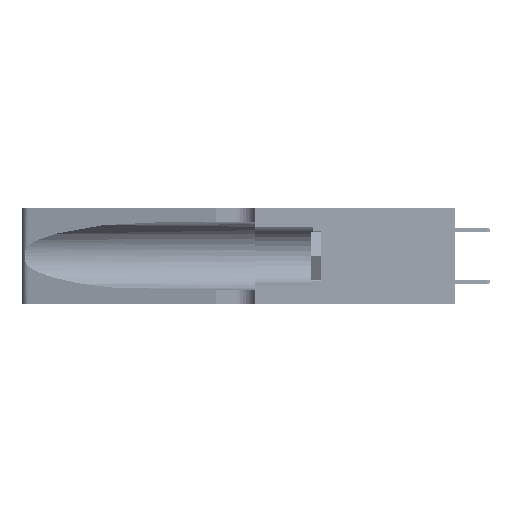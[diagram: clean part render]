
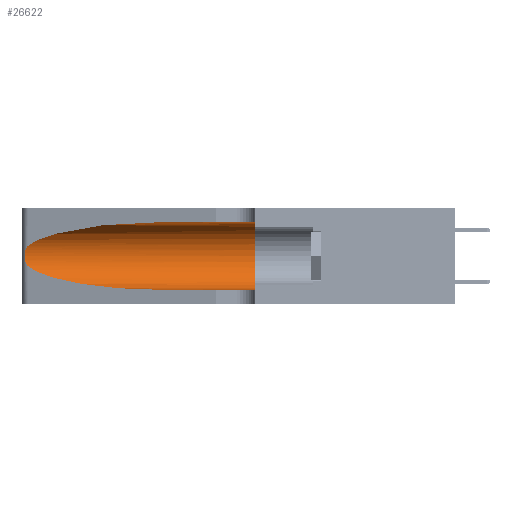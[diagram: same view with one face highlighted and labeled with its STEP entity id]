
A CAD part, left-side view. The second image highlights one B-rep face of the part: STEP entity #26622.
In plain terms, the highlighted cylindrical face has radius 3.308 mm (diameter 6.617 mm), a partial arc.
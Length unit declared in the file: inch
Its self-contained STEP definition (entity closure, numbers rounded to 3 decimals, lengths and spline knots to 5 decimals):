
#1720 = CARTESIAN_POINT ( 'NONE',  ( 0.2373, 1.15595, 0.08982 ) ) ;
#2340 = VERTEX_POINT ( 'NONE', #40154 ) ;
#2382 = VERTEX_POINT ( 'NONE', #17351 ) ;
#3190 = CARTESIAN_POINT ( 'NONE',  ( 0.1305, 1.61858, 0.05475 ) ) ;
#3724 = AXIS2_PLACEMENT_3D ( 'NONE', #53321, #14626, #27504 ) ;
#3922 = CARTESIAN_POINT ( 'NONE',  ( 0.25854, 1.2359, 0.20912 ) ) ;
#5031 = CARTESIAN_POINT ( 'NONE',  ( 0.1305, 0.72297, 0.31525 ) ) ;
#5547 = CARTESIAN_POINT ( 'NONE',  ( 0.25856, 1.23593, 0.16098 ) ) ;
#5548 = CARTESIAN_POINT ( 'NONE',  ( 0.1305, 0.72297, 0.05475 ) ) ;
#6977 = ORIENTED_EDGE ( 'NONE', *, *, #40936, .T. ) ;
#8656 = CARTESIAN_POINT ( 'NONE',  ( 0.1305, 0.35, 0.05475 ) ) ;
#9301 = CARTESIAN_POINT ( 'NONE',  ( 0.25487, 1.22718, 0.14631 ) ) ;
#10485 = CARTESIAN_POINT ( 'NONE',  ( 0.25487, 1.22718, 0.14631 ) ) ;
#11492 = EDGE_CURVE ( 'NONE', #2382, #30316, #49715, .T. ) ;
#12021 = CARTESIAN_POINT ( 'NONE',  ( 0.1305, 1.61858, 0.31525 ) ) ;
#12099 = VECTOR ( 'NONE', #41632, 39.37008 ) ;
#12508 = LINE ( 'NONE', #3190, #12099 ) ;
#14626 = DIRECTION ( 'NONE',  ( 0., 1., 0. ) ) ;
#14757 = CYLINDRICAL_SURFACE ( 'NONE', #47530, 0.13025 ) ;
#15670 = CARTESIAN_POINT ( 'NONE',  ( 0.25487, 1.22718, 0.22369 ) ) ;
#17351 = CARTESIAN_POINT ( 'NONE',  ( 0.25487, 1.22718, 0.22369 ) ) ;
#17918 = CARTESIAN_POINT ( 'NONE',  ( 0.26075, 1.23896, 0.178 ) ) ;
#20325 = CARTESIAN_POINT ( 'NONE',  ( 0.2373, 1.15595, 0.28018 ) ) ;
#21150 = VERTEX_POINT ( 'NONE', #42861 ) ;
#21859 = EDGE_LOOP ( 'NONE', ( #32514, #29050, #36043, #6977, #41339, #50296 ) ) ;
#23896 = CARTESIAN_POINT ( 'NONE',  ( 0.1305, 0.72297, 0.31525 ) ) ;
#24758 = CARTESIAN_POINT ( 'NONE',  ( 0.25639, 1.23184, 0.21858 ) ) ;
#26391 = CARTESIAN_POINT ( 'NONE',  ( 0.25555, 1.22993, 0.14849 ) ) ;
#26622 = ADVANCED_FACE ( 'NONE', ( #27637 ), #14757, .F. ) ;
#27504 = DIRECTION ( 'NONE',  ( 0., 0., 1. ) ) ;
#27637 = FACE_OUTER_BOUND ( 'NONE', #21859, .T. ) ;
#28628 = VECTOR ( 'NONE', #45520, 39.37008 ) ;
#29050 = ORIENTED_EDGE ( 'NONE', *, *, #11492, .T. ) ;
#29980 = CARTESIAN_POINT ( 'NONE',  ( 0.26075, 1.23896, 0.19203 ) ) ;
#30010 = EDGE_CURVE ( 'NONE', #30316, #21150, #53349, .T. ) ;
#30316 = VERTEX_POINT ( 'NONE', #9301 ) ;
#32514 = ORIENTED_EDGE ( 'NONE', *, *, #43829, .T. ) ;
#33017 = CARTESIAN_POINT ( 'NONE',  ( 0.25487, 1.22718, 0.22369 ) ) ;
#33835 = CARTESIAN_POINT ( 'NONE',  ( 0.25639, 1.23186, 0.15144 ) ) ;
#34096 = CARTESIAN_POINT ( 'NONE',  ( 0.25789, 1.23486, 0.15765 ) ) ;
#34650 = CARTESIAN_POINT ( 'NONE',  ( 0.25487, 1.22718, 0.14631 ) ) ;
#36043 = ORIENTED_EDGE ( 'NONE', *, *, #30010, .T. ) ;
#36425 = DIRECTION ( 'NONE',  ( 0., 0., -1. ) ) ;
#36805 = CARTESIAN_POINT ( 'NONE',  ( 0.18966, 0.96281, 0.31525 ) ) ;
#38601 =( BOUNDED_CURVE ( )  B_SPLINE_CURVE ( 3, ( #23896, #36805, #20325, #15670 ),
 .UNSPECIFIED., .F., .T. ) 
 B_SPLINE_CURVE_WITH_KNOTS ( ( 4, 4 ),
 ( 1.5708, 2.84003 ),
 .UNSPECIFIED. ) 
 CURVE ( )  GEOMETRIC_REPRESENTATION_ITEM ( )  RATIONAL_B_SPLINE_CURVE ( ( 1., 0.87, 0.87, 1. ) ) 
 REPRESENTATION_ITEM ( '' )  );
#39180 = EDGE_CURVE ( 'NONE', #52618, #2340, #49623, .T. ) ;
#40154 = CARTESIAN_POINT ( 'NONE',  ( 0.1305, 0.35, 0.31525 ) ) ;
#40936 = EDGE_CURVE ( 'NONE', #21150, #44909, #12508, .T. ) ;
#41339 = ORIENTED_EDGE ( 'NONE', *, *, #52747, .F. ) ;
#41546 = CARTESIAN_POINT ( 'NONE',  ( 0.25787, 1.23484, 0.2124 ) ) ;
#41632 = DIRECTION ( 'NONE',  ( 0., -1., 0. ) ) ;
#42300 = CIRCLE ( 'NONE', #3724, 0.13025 ) ;
#42861 = CARTESIAN_POINT ( 'NONE',  ( 0.1305, 0.72297, 0.05475 ) ) ;
#43829 = EDGE_CURVE ( 'NONE', #52618, #2382, #38601, .T. ) ;
#44909 = VERTEX_POINT ( 'NONE', #8656 ) ;
#45520 = DIRECTION ( 'NONE',  ( 0., -1., 0. ) ) ;
#45652 = CARTESIAN_POINT ( 'NONE',  ( 0.25555, 1.22994, 0.2215 ) ) ;
#46190 = CARTESIAN_POINT ( 'NONE',  ( 0.26017, 1.23833, 0.17102 ) ) ;
#47530 = AXIS2_PLACEMENT_3D ( 'NONE', #52104, #48510, #36425 ) ;
#48510 = DIRECTION ( 'NONE',  ( 0., -1., 0. ) ) ;
#49623 = LINE ( 'NONE', #12021, #28628 ) ;
#49715 = B_SPLINE_CURVE_WITH_KNOTS ( 'NONE', 3,
 ( #33017, #45652, #24758, #41546, #3922, #54145, #29980, #17918, #46190, #5547, #34096, #33835, #26391, #34650 ),
 .UNSPECIFIED., .F., .F.,
 ( 4, 2, 2, 2, 2, 2, 4 ),
 ( 0., 0.00027, 0.00053, 0.00107, 0.0016, 0.00187, 0.00214 ),
 .UNSPECIFIED. ) ;
#50296 = ORIENTED_EDGE ( 'NONE', *, *, #39180, .F. ) ;
#51126 = CARTESIAN_POINT ( 'NONE',  ( 0.18966, 0.96281, 0.05475 ) ) ;
#52104 = CARTESIAN_POINT ( 'NONE',  ( 0.1305, 1.61858, 0.185 ) ) ;
#52618 = VERTEX_POINT ( 'NONE', #5031 ) ;
#52747 = EDGE_CURVE ( 'NONE', #2340, #44909, #42300, .T. ) ;
#53321 = CARTESIAN_POINT ( 'NONE',  ( 0.1305, 0.35, 0.185 ) ) ;
#53349 =( BOUNDED_CURVE ( )  B_SPLINE_CURVE ( 3, ( #10485, #1720, #51126, #5548 ),
 .UNSPECIFIED., .F., .T. ) 
 B_SPLINE_CURVE_WITH_KNOTS ( ( 4, 4 ),
 ( 3.44316, 4.71239 ),
 .UNSPECIFIED. ) 
 CURVE ( )  GEOMETRIC_REPRESENTATION_ITEM ( )  RATIONAL_B_SPLINE_CURVE ( ( 1., 0.87, 0.87, 1. ) ) 
 REPRESENTATION_ITEM ( '' )  );
#54145 = CARTESIAN_POINT ( 'NONE',  ( 0.26018, 1.23835, 0.19895 ) ) ;
